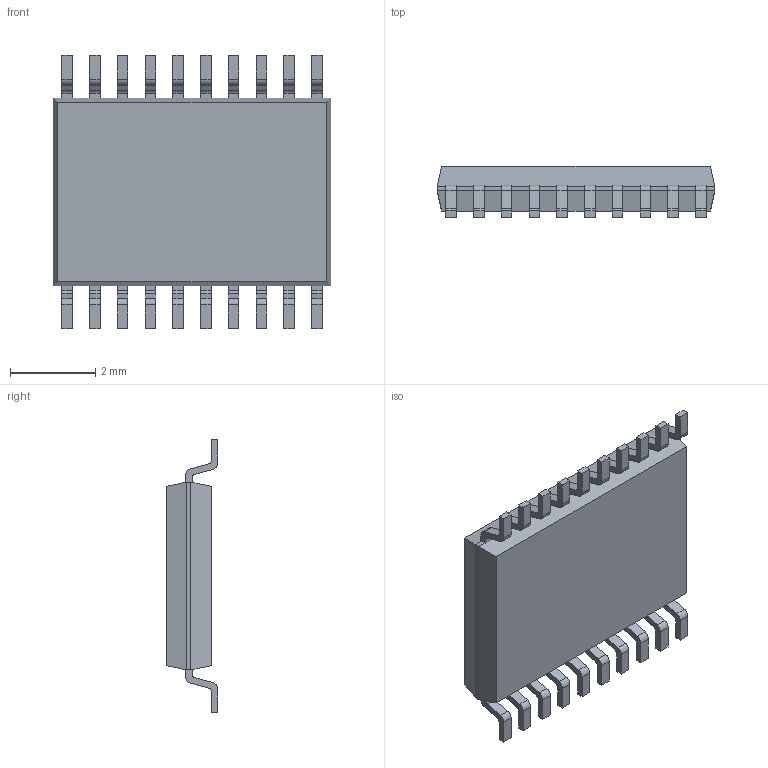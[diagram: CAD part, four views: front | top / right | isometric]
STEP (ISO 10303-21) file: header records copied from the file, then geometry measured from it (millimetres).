
FILE_DESCRIPTION (( 'STEP AP214' ), '1' );
FILE_NAME ('User Library-TSSOP-20-2.STEP', '2016-12-19T05:16:27', ( 'Windows User' ), ( '' ), 'SwSTEP 2.0', 'SolidWorks 2017', '' );
FILE_SCHEMA (( 'AUTOMOTIVE_DESIGN' ));
Length unit declared in the file: millimetre
Products named in the file (4): User Library-TSSOP-20-2; User Library-TSSOP-20-2__X2_041D043E0436043A0430_X0_; User Library-TSSOP-20-2__X2_041C04350442043A0430_X0_; User Library-TSSOP-20-2__X2_041A043E0440043F04430441_X0_
Assembly tree (12 placements, depth 2):
  User Library-TSSOP-20-2
    User Library-TSSOP-20-2__X2_041A043E0440043F04430441_X0_
    User Library-TSSOP-20-2__X2_041C04350442043A0430_X0_
    User Library-TSSOP-20-2__X2_041D043E0436043A0430_X0_  x10
Bounding box: 6.5 x 1.2 x 6.4 mm (x, y, z)
Volume: 30.2 mm3; surface area: 103.2 mm2
Topology: 22 solids, 22 shells, 301 faces, 760 edges, 504 vertices
Faces by surface type: plane 217, cylinder 84
Entity records: 2140 total; most frequent: DIRECTION 264, CARTESIAN_POINT 248, ORIENTED_EDGE 224, EDGE_CURVE 112, VECTOR 88, LINE 88, AXIS2_PLACEMENT_3D 88, VERTEX_POINT 72
